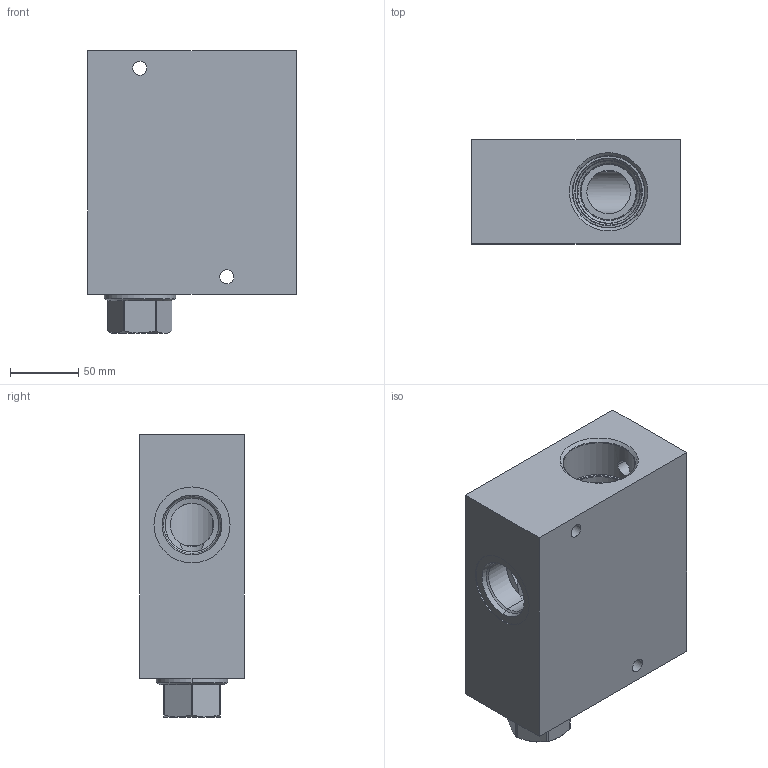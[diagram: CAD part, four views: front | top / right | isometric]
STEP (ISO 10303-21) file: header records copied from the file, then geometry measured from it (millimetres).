
FILE_DESCRIPTION((''),'2;1');
FILE_NAME('K6N_ASM','2022-08-25T',('ProEService'),(''),'PRO/ENGINEER BY PARAMETRIC TECHNOLOGY CORPORATION, 2014200','PRO/ENGINEER BY PARAMETRIC TECHNOLOGY CORPORATION, 2014200','');
FILE_SCHEMA(('CONFIG_CONTROL_DESIGN'));
Length unit declared in the file: inch
Products named in the file (3): 151-923-006; CXJAXCN; K6N_ASM
Assembly tree (2 placements, depth 2):
  K6N_ASM
    151-923-006
    CXJAXCN
Bounding box: 152.4 x 76.2 x 206.38 mm (x, y, z)
Volume: 1703144.2 mm3; surface area: 174445.5 mm2
Topology: 4 solids, 4 shells, 204 faces, 683 edges, 579 vertices
Faces by surface type: cylinder 83, cone 53, plane 38, torus 22, revolution 8
Entity records: 8316 total; most frequent: CARTESIAN_POINT 2388, DIRECTION 1293, ORIENTED_EDGE 924, EDGE_CURVE 462, AXIS2_PLACEMENT_3D 454, VECTOR 377, LINE 377, VERTEX_POINT 276
